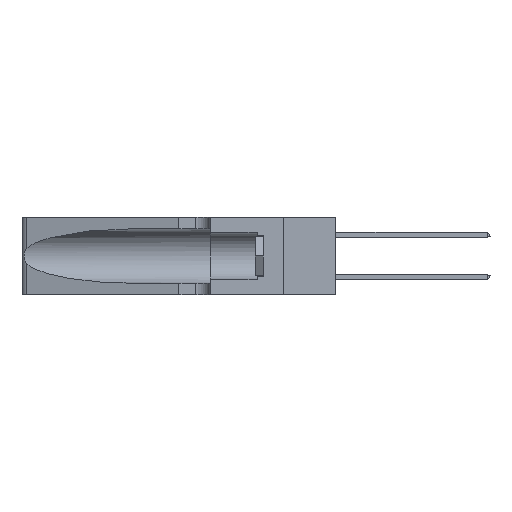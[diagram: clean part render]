
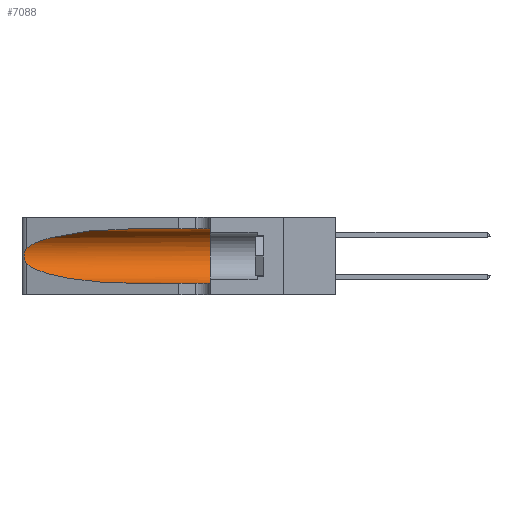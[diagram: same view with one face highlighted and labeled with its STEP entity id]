
A CAD part, left-side view. The second image highlights one B-rep face of the part: STEP entity #7088.
In plain terms, the highlighted cylindrical face has radius 3.308 mm (diameter 6.617 mm), a partial arc.
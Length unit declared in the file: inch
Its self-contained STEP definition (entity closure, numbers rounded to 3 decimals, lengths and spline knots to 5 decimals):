
#595 = AXIS2_PLACEMENT_3D ( 'NONE', #39957, #36607, #33300 ) ;
#2842 = CARTESIAN_POINT ( 'NONE',  ( 0.25555, 1.22994, 0.2215 ) ) ;
#2999 = CARTESIAN_POINT ( 'NONE',  ( 0.26017, 1.23833, 0.17102 ) ) ;
#3327 = DIRECTION ( 'NONE',  ( 0., 0., 1. ) ) ;
#3912 = EDGE_CURVE ( 'NONE', #41134, #12588, #30344, .T. ) ;
#4021 = CARTESIAN_POINT ( 'NONE',  ( 0.2373, 1.15595, 0.28018 ) ) ;
#4193 = CARTESIAN_POINT ( 'NONE',  ( 0.1305, 1.61858, 0.05475 ) ) ;
#4705 = ORIENTED_EDGE ( 'NONE', *, *, #28446, .F. ) ;
#5383 = ORIENTED_EDGE ( 'NONE', *, *, #30908, .F. ) ;
#6444 = CARTESIAN_POINT ( 'NONE',  ( 0.25789, 1.23486, 0.15765 ) ) ;
#7088 = ADVANCED_FACE ( 'NONE', ( #16830 ), #42348, .F. ) ;
#7756 = VECTOR ( 'NONE', #32946, 39.37008 ) ;
#7880 = ORIENTED_EDGE ( 'NONE', *, *, #17533, .T. ) ;
#8280 = LINE ( 'NONE', #4193, #9351 ) ;
#9351 = VECTOR ( 'NONE', #27707, 39.37008 ) ;
#9559 = CARTESIAN_POINT ( 'NONE',  ( 0.25639, 1.23184, 0.21858 ) ) ;
#9855 = CARTESIAN_POINT ( 'NONE',  ( 0.25555, 1.22993, 0.14849 ) ) ;
#11421 = ORIENTED_EDGE ( 'NONE', *, *, #3912, .T. ) ;
#11609 =( BOUNDED_CURVE ( )  B_SPLINE_CURVE ( 3, ( #19472, #39371, #32842, #12847 ),
 .UNSPECIFIED., .F., .T. ) 
 B_SPLINE_CURVE_WITH_KNOTS ( ( 4, 4 ),
 ( 3.44316, 4.71239 ),
 .UNSPECIFIED. ) 
 CURVE ( )  GEOMETRIC_REPRESENTATION_ITEM ( )  RATIONAL_B_SPLINE_CURVE ( ( 1., 0.87, 0.87, 1. ) ) 
 REPRESENTATION_ITEM ( '' )  );
#12588 = VERTEX_POINT ( 'NONE', #29182 ) ;
#12776 = ORIENTED_EDGE ( 'NONE', *, *, #19109, .T. ) ;
#12847 = CARTESIAN_POINT ( 'NONE',  ( 0.1305, 0.72297, 0.05475 ) ) ;
#14571 = CARTESIAN_POINT ( 'NONE',  ( 0.1305, 0.72297, 0.05475 ) ) ;
#15175 = ORIENTED_EDGE ( 'NONE', *, *, #23150, .T. ) ;
#15849 = CARTESIAN_POINT ( 'NONE',  ( 0.1305, 0.35, 0.31525 ) ) ;
#16485 = CARTESIAN_POINT ( 'NONE',  ( 0.25787, 1.23484, 0.2124 ) ) ;
#16830 = FACE_OUTER_BOUND ( 'NONE', #33227, .T. ) ;
#17493 = CARTESIAN_POINT ( 'NONE',  ( 0.18966, 0.96281, 0.31525 ) ) ;
#17533 = EDGE_CURVE ( 'NONE', #38767, #39363, #8280, .T. ) ;
#18987 = CIRCLE ( 'NONE', #36522, 0.13025 ) ;
#19109 = EDGE_CURVE ( 'NONE', #27472, #41134, #27152, .T. ) ;
#19472 = CARTESIAN_POINT ( 'NONE',  ( 0.25487, 1.22718, 0.14631 ) ) ;
#19847 = CARTESIAN_POINT ( 'NONE',  ( 0.26018, 1.23835, 0.19895 ) ) ;
#23150 = EDGE_CURVE ( 'NONE', #12588, #38767, #11609, .T. ) ;
#23183 = CARTESIAN_POINT ( 'NONE',  ( 0.26075, 1.23896, 0.178 ) ) ;
#23516 = DIRECTION ( 'NONE',  ( 0., 1., 0. ) ) ;
#25450 = VERTEX_POINT ( 'NONE', #15849 ) ;
#26539 = CARTESIAN_POINT ( 'NONE',  ( 0.25856, 1.23593, 0.16098 ) ) ;
#27152 =( BOUNDED_CURVE ( )  B_SPLINE_CURVE ( 3, ( #30734, #17493, #4021, #27539 ),
 .UNSPECIFIED., .F., .F. ) 
 B_SPLINE_CURVE_WITH_KNOTS ( ( 4, 4 ),
 ( 1.5708, 2.84003 ),
 .UNSPECIFIED. ) 
 CURVE ( )  GEOMETRIC_REPRESENTATION_ITEM ( )  RATIONAL_B_SPLINE_CURVE ( ( 1., 0.87, 0.87, 1. ) ) 
 REPRESENTATION_ITEM ( '' )  );
#27472 = VERTEX_POINT ( 'NONE', #42933 ) ;
#27539 = CARTESIAN_POINT ( 'NONE',  ( 0.25487, 1.22718, 0.22369 ) ) ;
#27707 = DIRECTION ( 'NONE',  ( 0., -1., 0. ) ) ;
#27803 = CARTESIAN_POINT ( 'NONE',  ( 0.1305, 0.35, 0.05475 ) ) ;
#28184 = CARTESIAN_POINT ( 'NONE',  ( 0.1305, 0.35, 0.185 ) ) ;
#28446 = EDGE_CURVE ( 'NONE', #25450, #39363, #18987, .T. ) ;
#29182 = CARTESIAN_POINT ( 'NONE',  ( 0.25487, 1.22718, 0.14631 ) ) ;
#29863 = CARTESIAN_POINT ( 'NONE',  ( 0.25639, 1.23186, 0.15144 ) ) ;
#30344 = B_SPLINE_CURVE_WITH_KNOTS ( 'NONE', 3,
 ( #36410, #2842, #9559, #16485, #39748, #19847, #43115, #23183, #2999, #26539, #6444, #29863, #9855, #33228 ),
 .UNSPECIFIED., .F., .F.,
 ( 4, 2, 2, 2, 2, 2, 4 ),
 ( 0., 0.00027, 0.00053, 0.00107, 0.0016, 0.00187, 0.00214 ),
 .UNSPECIFIED. ) ;
#30734 = CARTESIAN_POINT ( 'NONE',  ( 0.1305, 0.72297, 0.31525 ) ) ;
#30908 = EDGE_CURVE ( 'NONE', #27472, #25450, #34455, .T. ) ;
#32842 = CARTESIAN_POINT ( 'NONE',  ( 0.18966, 0.96281, 0.05475 ) ) ;
#32946 = DIRECTION ( 'NONE',  ( 0., -1., 0. ) ) ;
#33227 = EDGE_LOOP ( 'NONE', ( #12776, #11421, #15175, #7880, #4705, #5383 ) ) ;
#33228 = CARTESIAN_POINT ( 'NONE',  ( 0.25487, 1.22718, 0.14631 ) ) ;
#33300 = DIRECTION ( 'NONE',  ( 0., 0., -1. ) ) ;
#34455 = LINE ( 'NONE', #39474, #7756 ) ;
#36410 = CARTESIAN_POINT ( 'NONE',  ( 0.25487, 1.22718, 0.22369 ) ) ;
#36522 = AXIS2_PLACEMENT_3D ( 'NONE', #28184, #23516, #3327 ) ;
#36607 = DIRECTION ( 'NONE',  ( 0., -1., 0. ) ) ;
#38767 = VERTEX_POINT ( 'NONE', #14571 ) ;
#39363 = VERTEX_POINT ( 'NONE', #27803 ) ;
#39371 = CARTESIAN_POINT ( 'NONE',  ( 0.2373, 1.15595, 0.08982 ) ) ;
#39474 = CARTESIAN_POINT ( 'NONE',  ( 0.1305, 1.61858, 0.31525 ) ) ;
#39733 = CARTESIAN_POINT ( 'NONE',  ( 0.25487, 1.22718, 0.22369 ) ) ;
#39748 = CARTESIAN_POINT ( 'NONE',  ( 0.25854, 1.2359, 0.20912 ) ) ;
#39957 = CARTESIAN_POINT ( 'NONE',  ( 0.1305, 1.61858, 0.185 ) ) ;
#41134 = VERTEX_POINT ( 'NONE', #39733 ) ;
#42348 = CYLINDRICAL_SURFACE ( 'NONE', #595, 0.13025 ) ;
#42933 = CARTESIAN_POINT ( 'NONE',  ( 0.1305, 0.72297, 0.31525 ) ) ;
#43115 = CARTESIAN_POINT ( 'NONE',  ( 0.26075, 1.23896, 0.19203 ) ) ;
